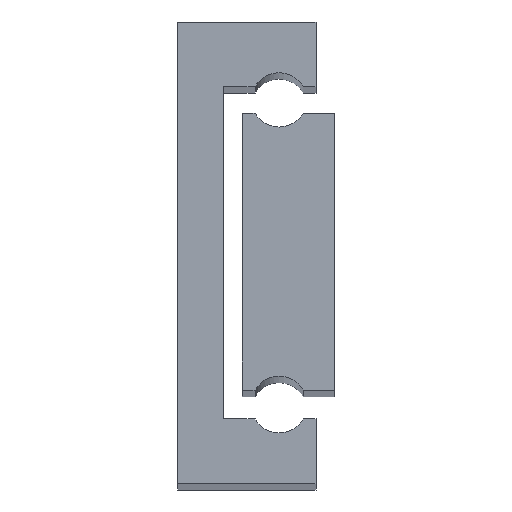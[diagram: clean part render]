
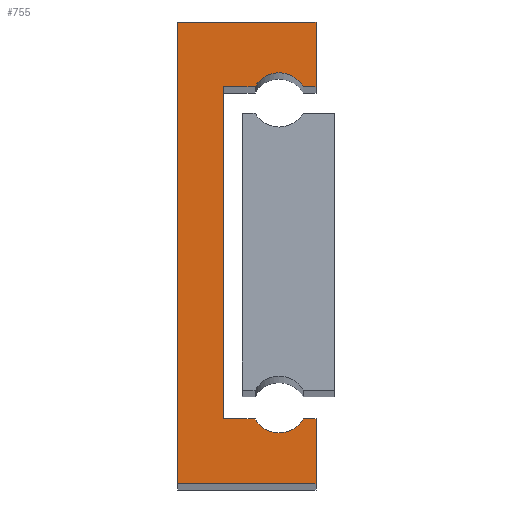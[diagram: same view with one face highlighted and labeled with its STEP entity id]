
A CAD part, top view. The second image highlights one B-rep face of the part: STEP entity #755.
In plain terms, the highlighted planar face has unit normal (0, 0, 1).
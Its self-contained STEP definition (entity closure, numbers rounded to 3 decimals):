
#7 = ORIENTED_EDGE ( 'NONE', *, *, #1049, .T. ) ;
#38 = AXIS2_PLACEMENT_3D ( 'NONE', #1524, #235, #832 ) ;
#83 = FACE_OUTER_BOUND ( 'NONE', #106, .T. ) ;
#90 = LINE ( 'NONE', #1643, #1827 ) ;
#95 = ORIENTED_EDGE ( 'NONE', *, *, #1651, .T. ) ;
#101 = CARTESIAN_POINT ( 'NONE',  ( 8.402, 7., 200. ) ) ;
#106 = EDGE_LOOP ( 'NONE', ( #573, #1806, #1687, #1392, #171, #1306, #95, #1447, #735, #7, #1182, #714 ) ) ;
#121 = EDGE_CURVE ( 'NONE', #1826, #292, #240, .T. ) ;
#171 = ORIENTED_EDGE ( 'NONE', *, *, #808, .T. ) ;
#176 = VECTOR ( 'NONE', #1277, 1000. ) ;
#189 = AXIS2_PLACEMENT_3D ( 'NONE', #1535, #1380, #1240 ) ;
#215 = DIRECTION ( 'NONE',  ( -1., 0., 0. ) ) ;
#235 = DIRECTION ( 'NONE',  ( 0., 0., -1. ) ) ;
#240 = LINE ( 'NONE', #1683, #176 ) ;
#284 = LINE ( 'NONE', #1428, #610 ) ;
#292 = VERTEX_POINT ( 'NONE', #1274 ) ;
#316 = CARTESIAN_POINT ( 'NONE',  ( 15., 0., 200. ) ) ;
#317 = DIRECTION ( 'NONE',  ( 0., 1., 0. ) ) ;
#366 = CIRCLE ( 'NONE', #1567, 3. ) ;
#437 = VECTOR ( 'NONE', #1184, 1000. ) ;
#444 = VERTEX_POINT ( 'NONE', #1030 ) ;
#461 = LINE ( 'NONE', #1600, #1196 ) ;
#464 = VERTEX_POINT ( 'NONE', #609 ) ;
#480 = EDGE_CURVE ( 'NONE', #1412, #1045, #90, .T. ) ;
#501 = DIRECTION ( 'NONE',  ( 0., 1., 0. ) ) ;
#507 = CARTESIAN_POINT ( 'NONE',  ( 15., 0., 200. ) ) ;
#508 = CARTESIAN_POINT ( 'NONE',  ( 5., 7., 200. ) ) ;
#509 = VECTOR ( 'NONE', #637, 1000. ) ;
#532 = PLANE ( 'NONE',  #189 ) ;
#544 = CARTESIAN_POINT ( 'NONE',  ( 13.598, 43., 200. ) ) ;
#573 = ORIENTED_EDGE ( 'NONE', *, *, #1743, .T. ) ;
#593 = VERTEX_POINT ( 'NONE', #1635 ) ;
#609 = CARTESIAN_POINT ( 'NONE',  ( 8.402, 43., 200. ) ) ;
#610 = VECTOR ( 'NONE', #993, 1000. ) ;
#634 = VERTEX_POINT ( 'NONE', #1259 ) ;
#637 = DIRECTION ( 'NONE',  ( 1., 0., 0. ) ) ;
#714 = ORIENTED_EDGE ( 'NONE', *, *, #121, .T. ) ;
#725 = EDGE_CURVE ( 'NONE', #444, #464, #1100, .T. ) ;
#735 = ORIENTED_EDGE ( 'NONE', *, *, #1193, .T. ) ;
#736 = VERTEX_POINT ( 'NONE', #101 ) ;
#755 = ADVANCED_FACE ( 'NONE', ( #83 ), #532, .F. ) ;
#763 = EDGE_CURVE ( 'NONE', #1268, #823, #1668, .T. ) ;
#769 = CARTESIAN_POINT ( 'NONE',  ( 8.402, 7., 200. ) ) ;
#777 = VECTOR ( 'NONE', #894, 1000. ) ;
#808 = EDGE_CURVE ( 'NONE', #1045, #736, #1328, .T. ) ;
#823 = VERTEX_POINT ( 'NONE', #507 ) ;
#832 = DIRECTION ( 'NONE',  ( 1., 0., 0. ) ) ;
#894 = DIRECTION ( 'NONE',  ( 0., 1., 0. ) ) ;
#914 = VERTEX_POINT ( 'NONE', #544 ) ;
#923 = DIRECTION ( 'NONE',  ( -1., 0., 0. ) ) ;
#933 = DIRECTION ( 'NONE',  ( 1., 0., 0. ) ) ;
#937 = CARTESIAN_POINT ( 'NONE',  ( 11., 41.5, 200. ) ) ;
#953 = VECTOR ( 'NONE', #501, 1000. ) ;
#993 = DIRECTION ( 'NONE',  ( 0., -1., 0. ) ) ;
#1030 = CARTESIAN_POINT ( 'NONE',  ( 5., 43., 200. ) ) ;
#1035 = DIRECTION ( 'NONE',  ( 1., 0., 0. ) ) ;
#1045 = VERTEX_POINT ( 'NONE', #1482 ) ;
#1049 = EDGE_CURVE ( 'NONE', #914, #634, #1615, .T. ) ;
#1077 = LINE ( 'NONE', #508, #953 ) ;
#1100 = LINE ( 'NONE', #1390, #509 ) ;
#1152 = EDGE_CURVE ( 'NONE', #823, #1412, #1599, .T. ) ;
#1165 = CARTESIAN_POINT ( 'NONE',  ( 15., 43., 200. ) ) ;
#1178 = LINE ( 'NONE', #769, #437 ) ;
#1182 = ORIENTED_EDGE ( 'NONE', *, *, #1521, .T. ) ;
#1184 = DIRECTION ( 'NONE',  ( -1., 0., 0. ) ) ;
#1193 = EDGE_CURVE ( 'NONE', #464, #914, #366, .T. ) ;
#1196 = VECTOR ( 'NONE', #317, 1000. ) ;
#1240 = DIRECTION ( 'NONE',  ( -1., 0., 0. ) ) ;
#1259 = CARTESIAN_POINT ( 'NONE',  ( 15., 43., 200. ) ) ;
#1268 = VERTEX_POINT ( 'NONE', #1802 ) ;
#1274 = CARTESIAN_POINT ( 'NONE',  ( 0., 50., 200. ) ) ;
#1277 = DIRECTION ( 'NONE',  ( -1., 0., 0. ) ) ;
#1306 = ORIENTED_EDGE ( 'NONE', *, *, #1470, .T. ) ;
#1328 = CIRCLE ( 'NONE', #38, 3. ) ;
#1345 = VECTOR ( 'NONE', #1035, 1000. ) ;
#1380 = DIRECTION ( 'NONE',  ( 0., 0., -1. ) ) ;
#1390 = CARTESIAN_POINT ( 'NONE',  ( 8.402, 43., 200. ) ) ;
#1392 = ORIENTED_EDGE ( 'NONE', *, *, #480, .T. ) ;
#1412 = VERTEX_POINT ( 'NONE', #1449 ) ;
#1419 = CARTESIAN_POINT ( 'NONE',  ( 15., 50., 200. ) ) ;
#1428 = CARTESIAN_POINT ( 'NONE',  ( 0., 0., 200. ) ) ;
#1447 = ORIENTED_EDGE ( 'NONE', *, *, #725, .T. ) ;
#1449 = CARTESIAN_POINT ( 'NONE',  ( 15., 7., 200. ) ) ;
#1470 = EDGE_CURVE ( 'NONE', #736, #593, #1178, .T. ) ;
#1482 = CARTESIAN_POINT ( 'NONE',  ( 13.598, 7., 200. ) ) ;
#1489 = DIRECTION ( 'NONE',  ( 0., 0., -1. ) ) ;
#1521 = EDGE_CURVE ( 'NONE', #634, #1826, #461, .T. ) ;
#1524 = CARTESIAN_POINT ( 'NONE',  ( 11., 8.5, 200. ) ) ;
#1535 = CARTESIAN_POINT ( 'NONE',  ( 11., 41.5, 200. ) ) ;
#1567 = AXIS2_PLACEMENT_3D ( 'NONE', #937, #1489, #215 ) ;
#1599 = LINE ( 'NONE', #316, #777 ) ;
#1600 = CARTESIAN_POINT ( 'NONE',  ( 15., 50., 200. ) ) ;
#1615 = LINE ( 'NONE', #1165, #1345 ) ;
#1635 = CARTESIAN_POINT ( 'NONE',  ( 5., 7., 200. ) ) ;
#1643 = CARTESIAN_POINT ( 'NONE',  ( 15., 7., 200. ) ) ;
#1651 = EDGE_CURVE ( 'NONE', #593, #444, #1077, .T. ) ;
#1668 = LINE ( 'NONE', #1792, #1779 ) ;
#1683 = CARTESIAN_POINT ( 'NONE',  ( 0., 50., 200. ) ) ;
#1687 = ORIENTED_EDGE ( 'NONE', *, *, #1152, .T. ) ;
#1743 = EDGE_CURVE ( 'NONE', #292, #1268, #284, .T. ) ;
#1779 = VECTOR ( 'NONE', #933, 1000. ) ;
#1792 = CARTESIAN_POINT ( 'NONE',  ( 0., 0., 200. ) ) ;
#1802 = CARTESIAN_POINT ( 'NONE',  ( 0., 0., 200. ) ) ;
#1806 = ORIENTED_EDGE ( 'NONE', *, *, #763, .T. ) ;
#1826 = VERTEX_POINT ( 'NONE', #1419 ) ;
#1827 = VECTOR ( 'NONE', #923, 1000. ) ;
